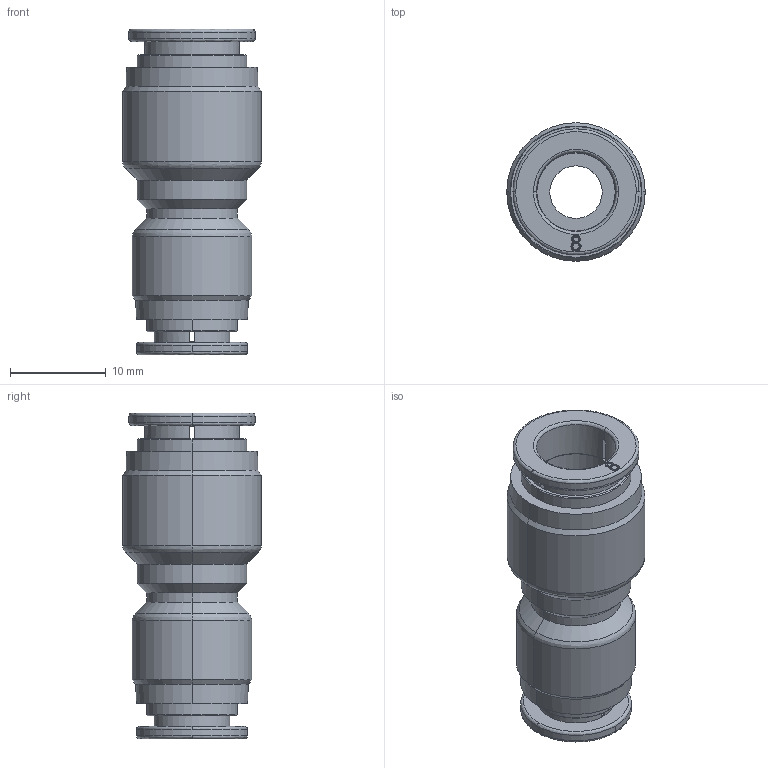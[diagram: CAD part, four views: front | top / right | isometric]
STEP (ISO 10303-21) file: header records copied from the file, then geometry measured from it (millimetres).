
FILE_DESCRIPTION (( 'STEP AP214' ), '1' );
FILE_NAME ('UR8M-6M-SS.step', '2018-03-13T19:30:11', ( '' ), ( '' ), 'SwSTEP 2.0', 'SolidWorks 2017', '' );
FILE_SCHEMA (( 'AUTOMOTIVE_DESIGN' ));
Length unit declared in the file: inch
Products named in the file (1): UR8M-6M-SS
Bounding box: 14.5 x 14.5 x 34.1 mm (x, y, z)
Volume: 2714.6 mm3; surface area: 2714.6 mm2
Topology: 1 solids, 1 shells, 132 faces, 319 edges, 200 vertices
Faces by surface type: bspline 46, cylinder 34, plane 30, cone 22
Entity records: 4945 total; most frequent: CARTESIAN_POINT 2042, ORIENTED_EDGE 638, DIRECTION 525, EDGE_CURVE 319, AXIS2_PLACEMENT_3D 213, VERTEX_POINT 200, EDGE_LOOP 153, FACE_OUTER_BOUND 132
